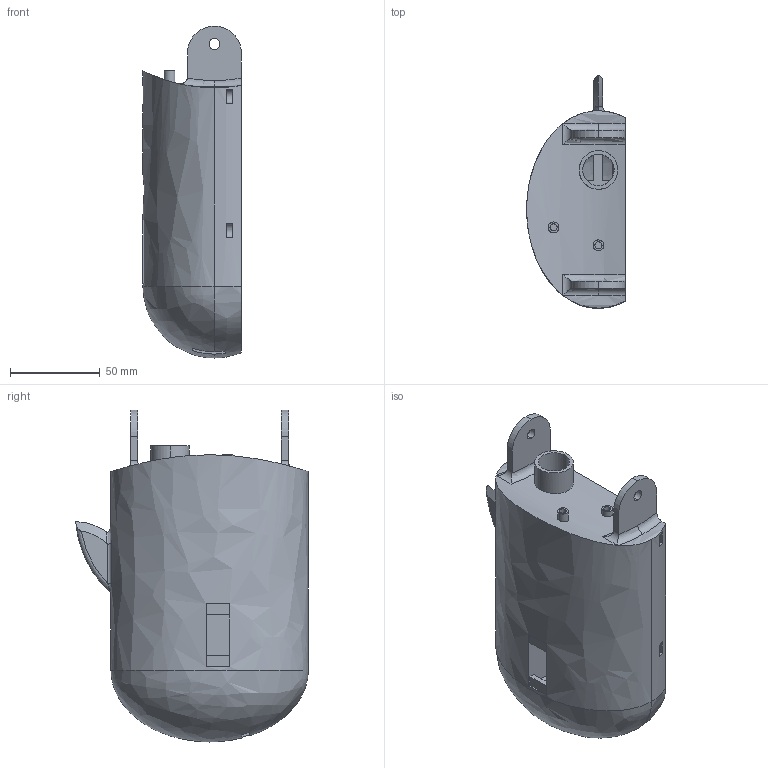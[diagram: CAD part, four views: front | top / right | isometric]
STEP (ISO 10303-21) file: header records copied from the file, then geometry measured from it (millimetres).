
FILE_DESCRIPTION (( 'STEP AP214' ), '1' );
FILE_NAME ('Front_Container.STEP', '2018-06-19T12:32:37', ( '' ), ( '' ), 'SwSTEP 2.0', 'SolidWorks 2016', '' );
FILE_SCHEMA (( 'AUTOMOTIVE_DESIGN' ));
Length unit declared in the file: millimetre
Products named in the file (1): Front_Container
Bounding box: 55 x 129.67 x 185 mm (x, y, z)
Volume: 183251.1 mm3; surface area: 91574.2 mm2
Topology: 1 solids, 1 shells, 356 faces, 948 edges, 600 vertices
Faces by surface type: cylinder 148, plane 122, bspline 62, torus 18, sphere 6
Entity records: 19099 total; most frequent: CARTESIAN_POINT 10649, ORIENTED_EDGE 1876, DIRECTION 1604, EDGE_CURVE 938, VERTEX_POINT 600, AXIS2_PLACEMENT_3D 597, LINE 410, VECTOR 410
